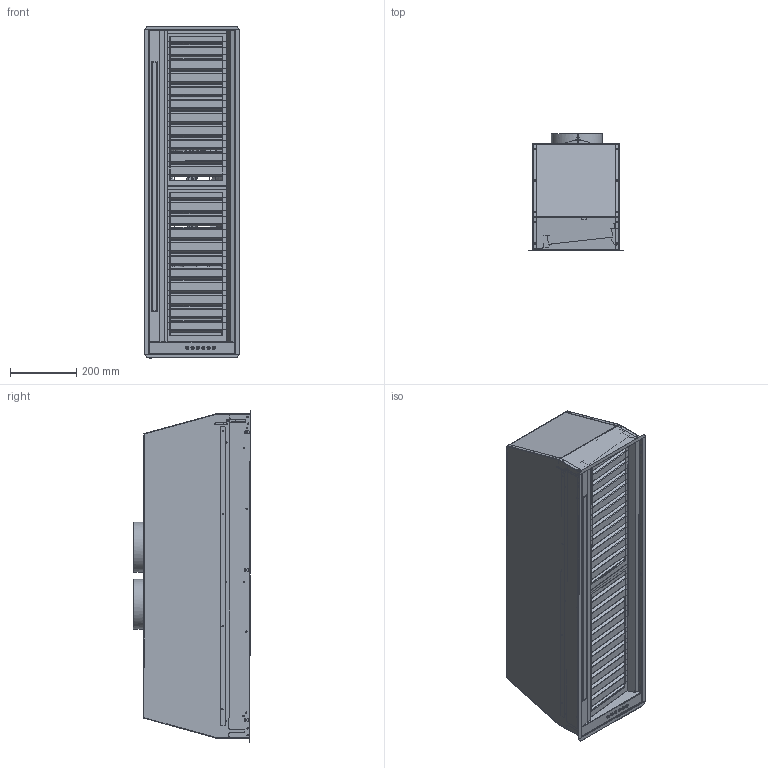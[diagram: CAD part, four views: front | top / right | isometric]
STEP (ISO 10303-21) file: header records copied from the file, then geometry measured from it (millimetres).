
FILE_DESCRIPTION (( 'STEP AP214' ), '1' );
FILE_NAME ('SL906-L_1000 2 MOTORI EXCEL.STEP', '2020-11-04T08:52:22', ( '' ), ( '' ), 'SwSTEP 2.0', 'SolidWorks 2020', '' );
FILE_SCHEMA (( 'AUTOMOTIVE_DESIGN' ));
Length unit declared in the file: millimetre
Products named in the file (1): SL906-L_1000 2 MOTORI EXCEL
Bounding box: 283.2 x 352.43 x 1000 mm (x, y, z)
Surface area: 3472449.5 mm2 (no closed solid volume)
Topology: 0 solids, 224 shells, 1207 faces, 5402 edges, 4375 vertices
Faces by surface type: cylinder 577, plane 434, bspline 166, cone 18, torus 12
Entity records: 100251 total; most frequent: CARTESIAN_POINT 46204, DIRECTION 7432, ORIENTED_EDGE 7269, EDGE_CURVE 5402, VERTEX_POINT 4375, AXIS2_PLACEMENT_3D 2618, VECTOR 2196, LINE 2196
